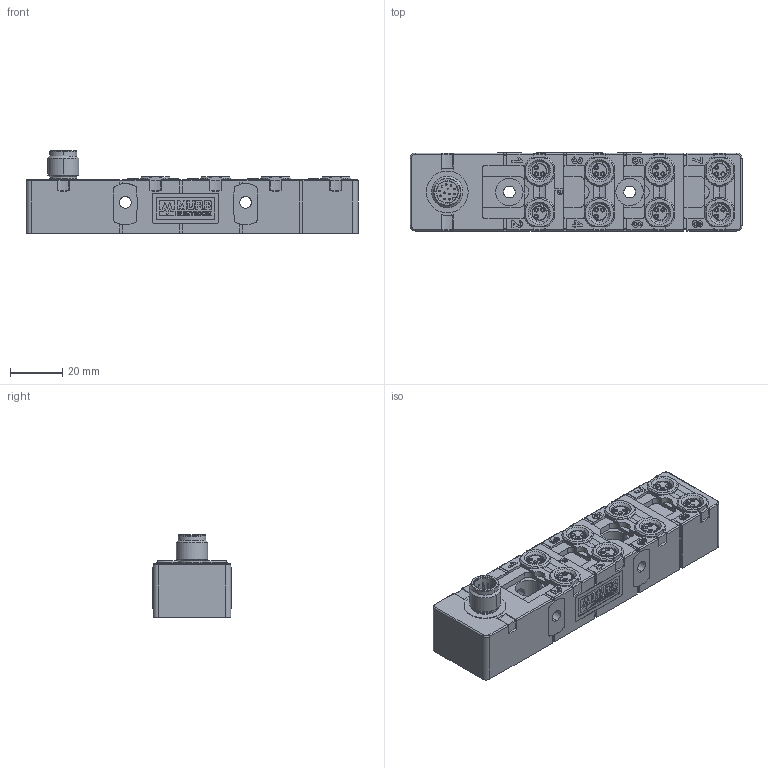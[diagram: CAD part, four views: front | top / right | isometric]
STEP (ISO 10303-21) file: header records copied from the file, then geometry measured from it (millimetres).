
FILE_DESCRIPTION (( 'STEP AP203' ), '1' );
FILE_NAME ('8000-88060-0000000.step', '2020-08-19T12:57:58', ( '' ), ( '' ), 'SwSTEP 2.0', 'SolidWorks 2019', '' );
FILE_SCHEMA (( 'CONFIG_CONTROL_DESIGN' ));
Length unit declared in the file: inch
Products named in the file (1): 8000-88060-0000000
Bounding box: 127 x 30 x 31.5 mm (x, y, z)
Volume: 73373.6 mm3; surface area: 17601.6 mm2
Topology: 1 solids, 2 shells, 1438 faces, 3781 edges, 2432 vertices
Faces by surface type: plane 677, cylinder 441, cone 154, bspline 118, torus 48
Entity records: 45681 total; most frequent: CARTESIAN_POINT 10660, ORIENTED_EDGE 7498, DIRECTION 7014, EDGE_CURVE 3749, VERTEX_POINT 2424, AXIS2_PLACEMENT_3D 2396, VECTOR 2222, LINE 2222
